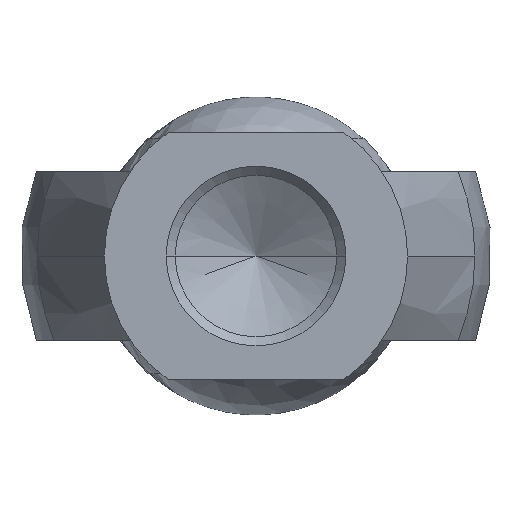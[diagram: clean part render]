
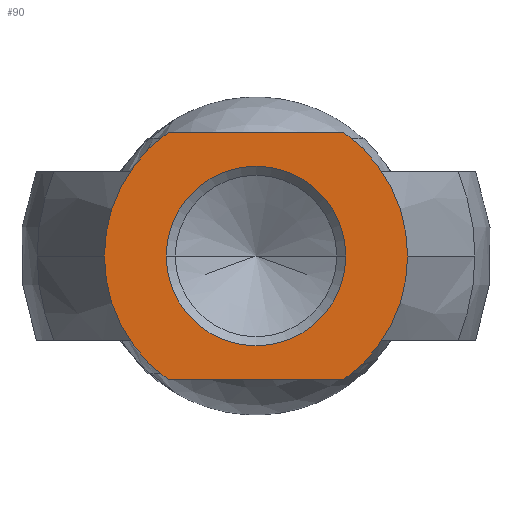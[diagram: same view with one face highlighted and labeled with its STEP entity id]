
A CAD part, front view. The second image highlights one B-rep face of the part: STEP entity #90.
In plain terms, the highlighted planar face has unit normal (0, -1, 0).
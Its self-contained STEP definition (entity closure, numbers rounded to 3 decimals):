
#90=ADVANCED_FACE('',(#159,#160),#161,.T.);
#159=FACE_BOUND('',#245,.T.);
#160=FACE_OUTER_BOUND('',#246,.T.);
#161=PLANE('',#247);
#245=EDGE_LOOP('',(#463,#464));
#246=EDGE_LOOP('',(#465,#466,#467,#468,#469,#470));
#247=AXIS2_PLACEMENT_3D('',#471,#472,#473);
#463=ORIENTED_EDGE('',*,*,#650,.T.);
#464=ORIENTED_EDGE('',*,*,#651,.T.);
#465=ORIENTED_EDGE('',*,*,#658,.T.);
#466=ORIENTED_EDGE('',*,*,#631,.F.);
#467=ORIENTED_EDGE('',*,*,#659,.F.);
#468=ORIENTED_EDGE('',*,*,#660,.T.);
#469=ORIENTED_EDGE('',*,*,#661,.F.);
#470=ORIENTED_EDGE('',*,*,#615,.F.);
#471=CARTESIAN_POINT('',(-6.75,0.,0.));
#472=DIRECTION('',(0.,-1.0,0.));
#473=DIRECTION('',(1.0,0.,0.));
#615=EDGE_CURVE('',#732,#728,#734,.T.);
#631=EDGE_CURVE('',#760,#763,#764,.T.);
#650=EDGE_CURVE('',#793,#795,#797,.T.);
#651=EDGE_CURVE('',#795,#793,#798,.T.);
#658=EDGE_CURVE('',#732,#763,#805,.T.);
#659=EDGE_CURVE('',#806,#760,#807,.T.);
#660=EDGE_CURVE('',#806,#808,#809,.T.);
#661=EDGE_CURVE('',#728,#808,#810,.T.);
#728=VERTEX_POINT('',#896);
#732=VERTEX_POINT('',#901);
#734=CIRCLE('',#904,13.5);
#760=VERTEX_POINT('',#942);
#763=VERTEX_POINT('',#946);
#764=CIRCLE('',#947,13.5);
#793=VERTEX_POINT('',#985);
#795=VERTEX_POINT('',#988);
#797=CIRCLE('',#991,8.0);
#798=CIRCLE('',#992,8.0);
#805=LINE('',#1001,#1002);
#806=VERTEX_POINT('',#1003);
#807=CIRCLE('',#1004,13.5);
#808=VERTEX_POINT('',#1005);
#809=LINE('',#1006,#1007);
#810=CIRCLE('',#1008,13.5);
#896=CARTESIAN_POINT('',(13.5,0.,0.));
#901=CARTESIAN_POINT('',(7.826,0.,11.0));
#904=AXIS2_PLACEMENT_3D('',#1129,#1130,#1131);
#942=CARTESIAN_POINT('',(-13.5,0.,0.));
#946=CARTESIAN_POINT('',(-7.826,0.,11.0));
#947=AXIS2_PLACEMENT_3D('',#1166,#1167,#1168);
#985=CARTESIAN_POINT('',(-8.0,0.,0.));
#988=CARTESIAN_POINT('',(8.0,0.,0.));
#991=AXIS2_PLACEMENT_3D('',#1201,#1202,#1203);
#992=AXIS2_PLACEMENT_3D('',#1204,#1205,#1206);
#1001=CARTESIAN_POINT('',(-3.375,0.,11.0));
#1002=VECTOR('',#1221,1.0);
#1003=CARTESIAN_POINT('',(-7.826,0.,-11.0));
#1004=AXIS2_PLACEMENT_3D('',#1222,#1223,#1224);
#1005=CARTESIAN_POINT('',(7.826,0.,-11.0));
#1006=CARTESIAN_POINT('',(-3.375,0.,-11.0));
#1007=VECTOR('',#1225,1.0);
#1008=AXIS2_PLACEMENT_3D('',#1226,#1227,#1228);
#1129=CARTESIAN_POINT('',(0.0,0.0,0.0));
#1130=DIRECTION('',(0.,1.0,0.));
#1131=DIRECTION('',(-1.0,0.,0.));
#1166=CARTESIAN_POINT('',(0.0,0.0,0.0));
#1167=DIRECTION('',(0.,1.0,0.));
#1168=DIRECTION('',(-1.0,0.,0.));
#1201=CARTESIAN_POINT('',(0.0,0.0,0.0));
#1202=DIRECTION('',(0.,1.0,0.));
#1203=DIRECTION('',(-1.0,0.,0.));
#1204=CARTESIAN_POINT('',(0.0,0.0,0.0));
#1205=DIRECTION('',(0.,1.0,0.));
#1206=DIRECTION('',(-1.0,0.,0.));
#1221=DIRECTION('',(-1.0,0.,0.));
#1222=CARTESIAN_POINT('',(0.0,0.0,0.0));
#1223=DIRECTION('',(0.,1.0,0.));
#1224=DIRECTION('',(-1.0,0.,0.));
#1225=DIRECTION('',(1.0,0.,0.));
#1226=CARTESIAN_POINT('',(0.0,0.0,0.0));
#1227=DIRECTION('',(0.,1.0,0.));
#1228=DIRECTION('',(-1.0,0.,0.));
